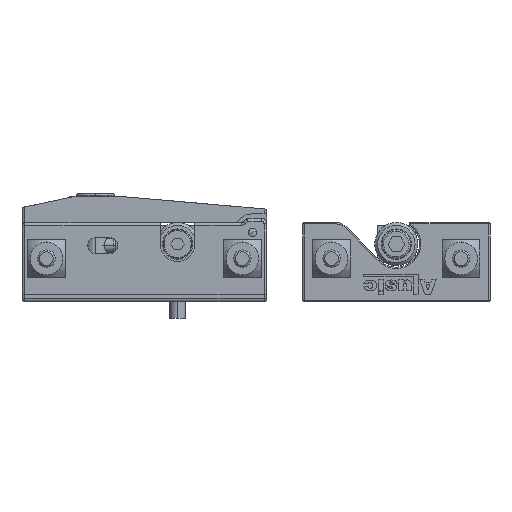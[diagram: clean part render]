
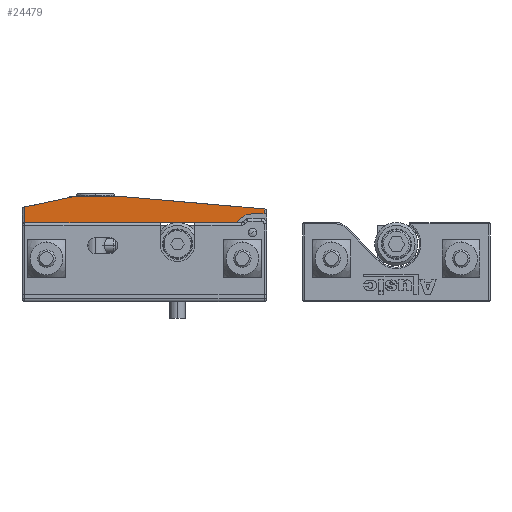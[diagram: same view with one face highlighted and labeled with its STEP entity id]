
A CAD part, left-side view. The second image highlights one B-rep face of the part: STEP entity #24479.
In plain terms, the highlighted face is planar.
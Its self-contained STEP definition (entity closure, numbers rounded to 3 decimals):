
#325 = LINE ( 'NONE', #20103, #13690 ) ;
#355 = CIRCLE ( 'NONE', #13595, 6.5 ) ;
#800 = VECTOR ( 'NONE', #19027, 1000. ) ;
#1010 = EDGE_CURVE ( 'NONE', #21705, #24806, #16585, .T. ) ;
#2420 = CARTESIAN_POINT ( 'NONE',  ( 84., 7.787, -4.5 ) ) ;
#2963 = VECTOR ( 'NONE', #13568, 1000. ) ;
#3021 = DIRECTION ( 'NONE',  ( 0.996, 0.087, 0. ) ) ;
#3893 = DIRECTION ( 'NONE',  ( 0., -1., 0. ) ) ;
#3917 = DIRECTION ( 'NONE',  ( 1., 0., 0. ) ) ;
#5126 = CARTESIAN_POINT ( 'NONE',  ( 84., 11., -4.5 ) ) ;
#5164 = EDGE_CURVE ( 'NONE', #7947, #10024, #13001, .T. ) ;
#5817 = CARTESIAN_POINT ( 'NONE',  ( 10.575, 8., -4.5 ) ) ;
#7772 = EDGE_CURVE ( 'NONE', #24806, #21795, #355, .T. ) ;
#7947 = VERTEX_POINT ( 'NONE', #8857 ) ;
#7988 = LINE ( 'NONE', #5126, #800 ) ;
#8857 = CARTESIAN_POINT ( 'NONE',  ( 1., 11., -4.5 ) ) ;
#9018 = EDGE_CURVE ( 'NONE', #18094, #21705, #25508, .T. ) ;
#9318 = CARTESIAN_POINT ( 'NONE',  ( 1., 12.713, -4.5 ) ) ;
#9492 = DIRECTION ( 'NONE',  ( 0., 1., 0. ) ) ;
#9793 = ORIENTED_EDGE ( 'NONE', *, *, #9018, .T. ) ;
#9834 = CARTESIAN_POINT ( 'NONE',  ( 84., 7.787, -4.5 ) ) ;
#9887 = LINE ( 'NONE', #20813, #14224 ) ;
#10024 = VERTEX_POINT ( 'NONE', #9318 ) ;
#10098 = VECTOR ( 'NONE', #3917, 1000. ) ;
#10942 = EDGE_CURVE ( 'NONE', #10024, #23424, #9887, .T. ) ;
#11529 = CARTESIAN_POINT ( 'NONE',  ( 10.575, 7.842, -4.5 ) ) ;
#11850 = CARTESIAN_POINT ( 'NONE',  ( 67., 17., -4.5 ) ) ;
#11961 = ORIENTED_EDGE ( 'NONE', *, *, #19274, .T. ) ;
#12269 = LINE ( 'NONE', #9834, #2963 ) ;
#12584 = CARTESIAN_POINT ( 'NONE',  ( 84., 13.387, -4.5 ) ) ;
#12816 = EDGE_LOOP ( 'NONE', ( #24647, #16349, #15807, #22849, #9793, #19322, #21360, #11961, #21401 ) ) ;
#13001 = LINE ( 'NONE', #17394, #17655 ) ;
#13193 = VERTEX_POINT ( 'NONE', #12584 ) ;
#13568 = DIRECTION ( 'NONE',  ( 0., -1., 0. ) ) ;
#13595 = AXIS2_PLACEMENT_3D ( 'NONE', #14501, #14761, #18659 ) ;
#13690 = VECTOR ( 'NONE', #24209, 1000. ) ;
#13833 = CARTESIAN_POINT ( 'NONE',  ( 84., 17., -4.5 ) ) ;
#14224 = VECTOR ( 'NONE', #3021, 1000. ) ;
#14501 = CARTESIAN_POINT ( 'NONE',  ( 5., 4.5, -4.5 ) ) ;
#14761 = DIRECTION ( 'NONE',  ( 0., 0., 1. ) ) ;
#15807 = ORIENTED_EDGE ( 'NONE', *, *, #21144, .T. ) ;
#16083 = FACE_OUTER_BOUND ( 'NONE', #12816, .T. ) ;
#16203 = CARTESIAN_POINT ( 'NONE',  ( 50., 17., -4.5 ) ) ;
#16345 = CARTESIAN_POINT ( 'NONE',  ( 85., 8., -4.5 ) ) ;
#16349 = ORIENTED_EDGE ( 'NONE', *, *, #25667, .T. ) ;
#16585 = LINE ( 'NONE', #5817, #22779 ) ;
#17217 = AXIS2_PLACEMENT_3D ( 'NONE', #2420, #18571, #18660 ) ;
#17394 = CARTESIAN_POINT ( 'NONE',  ( 1., 7.787, -4.5 ) ) ;
#17655 = VECTOR ( 'NONE', #9492, 1000. ) ;
#17829 = CARTESIAN_POINT ( 'NONE',  ( 10.575, 8., -4.5 ) ) ;
#18094 = VERTEX_POINT ( 'NONE', #23857 ) ;
#18571 = DIRECTION ( 'NONE',  ( 0., 0., -1. ) ) ;
#18659 = DIRECTION ( 'NONE',  ( 1., 0., 0. ) ) ;
#18660 = DIRECTION ( 'NONE',  ( -1., 0., 0. ) ) ;
#19027 = DIRECTION ( 'NONE',  ( -1., 0., 0. ) ) ;
#19273 = VECTOR ( 'NONE', #21976, 1000. ) ;
#19274 = EDGE_CURVE ( 'NONE', #21795, #7947, #7988, .T. ) ;
#19322 = ORIENTED_EDGE ( 'NONE', *, *, #1010, .T. ) ;
#19725 = LINE ( 'NONE', #13833, #10098 ) ;
#20103 = CARTESIAN_POINT ( 'NONE',  ( 67., 17., -4.5 ) ) ;
#20395 = PLANE ( 'NONE',  #17217 ) ;
#20570 = EDGE_CURVE ( 'NONE', #13193, #18094, #12269, .T. ) ;
#20813 = CARTESIAN_POINT ( 'NONE',  ( 1., 12.713, -4.5 ) ) ;
#21144 = EDGE_CURVE ( 'NONE', #21698, #13193, #325, .T. ) ;
#21360 = ORIENTED_EDGE ( 'NONE', *, *, #7772, .T. ) ;
#21401 = ORIENTED_EDGE ( 'NONE', *, *, #5164, .T. ) ;
#21698 = VERTEX_POINT ( 'NONE', #11850 ) ;
#21705 = VERTEX_POINT ( 'NONE', #17829 ) ;
#21795 = VERTEX_POINT ( 'NONE', #24268 ) ;
#21976 = DIRECTION ( 'NONE',  ( -1., 0., 0. ) ) ;
#22779 = VECTOR ( 'NONE', #3893, 1000. ) ;
#22849 = ORIENTED_EDGE ( 'NONE', *, *, #20570, .T. ) ;
#23424 = VERTEX_POINT ( 'NONE', #16203 ) ;
#23857 = CARTESIAN_POINT ( 'NONE',  ( 84., 8., -4.5 ) ) ;
#24209 = DIRECTION ( 'NONE',  ( 0.978, -0.208, 0. ) ) ;
#24268 = CARTESIAN_POINT ( 'NONE',  ( 5., 11., -4.5 ) ) ;
#24479 = ADVANCED_FACE ( 'NONE', ( #16083 ), #20395, .T. ) ;
#24647 = ORIENTED_EDGE ( 'NONE', *, *, #10942, .T. ) ;
#24806 = VERTEX_POINT ( 'NONE', #11529 ) ;
#25508 = LINE ( 'NONE', #16345, #19273 ) ;
#25667 = EDGE_CURVE ( 'NONE', #23424, #21698, #19725, .T. ) ;
